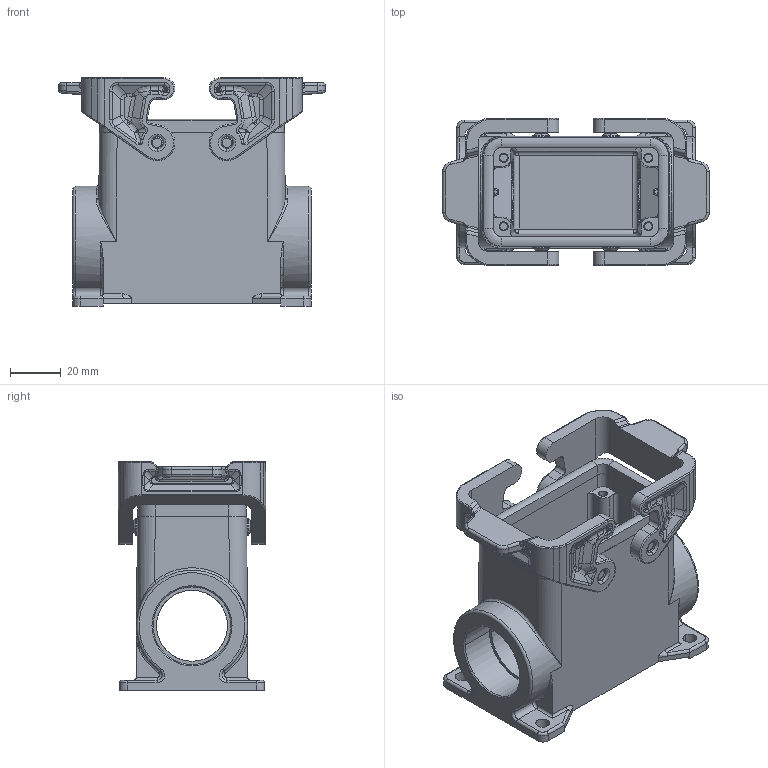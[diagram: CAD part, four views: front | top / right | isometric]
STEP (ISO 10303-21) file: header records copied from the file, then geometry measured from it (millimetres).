
FILE_DESCRIPTION(('Creo Elements/Direct Modeling STEP Export'),'2;1');
FILE_NAME('0ln7uvk5tno14su968','2023-11-15T16:04:40',(''),(''),'Creo Elements/Direct Modeling STEP processor for AP214 (Solid Model)','Creo Elements/Direct Modeling 20.1B 02-Apr-2019 (C) Parametric Technology GmbH','');
FILE_SCHEMA(('AUTOMOTIVE_DESIGN { 1 0 10303 214 1 1 1 1 }'));
Products named in the file (2): JMPAP 10.232
Assembly tree (1 placements, depth 2):
  JMPAP 10.232
    JMPAP 10.232
Bounding box: 105 x 58.07 x 90.2 mm (x, y, z)
Volume: 127646.1 mm3; surface area: 55276.1 mm2
Topology: 1 solids, 1 shells, 867 faces, 2129 edges, 1271 vertices
Faces by surface type: cylinder 314, bspline 254, plane 172, torus 86, cone 36, sphere 5
Entity records: 78204 total; most frequent: CARTESIAN_POINT 53922, ORIENTED_EDGE 4232, DIRECTION 2825, EDGE_CURVE 2116, VERTEX_POINT 1271, AXIS2_PLACEMENT_3D 1058, EDGE_LOOP 903, COLOUR_RGB 868
